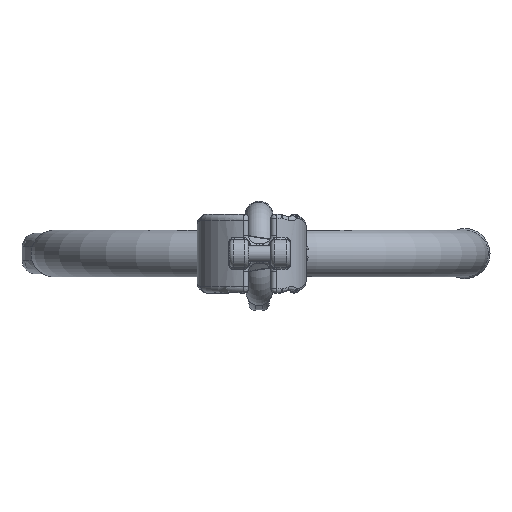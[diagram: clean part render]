
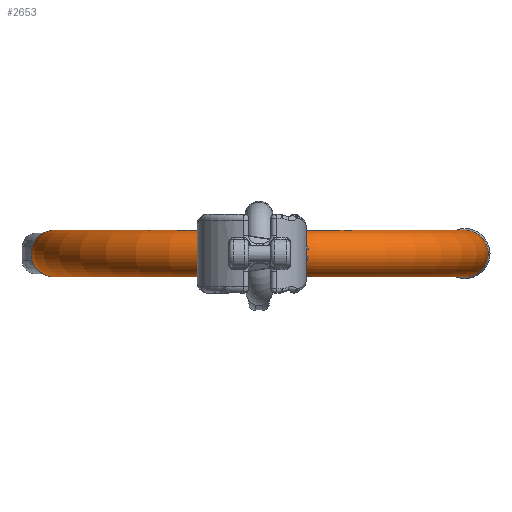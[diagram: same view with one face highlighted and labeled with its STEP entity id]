
A CAD part, front view. The second image highlights one B-rep face of the part: STEP entity #2653.
In plain terms, the highlighted toroidal (fillet/blend) face has major radius 101.5 mm and minor radius 11.5 mm.
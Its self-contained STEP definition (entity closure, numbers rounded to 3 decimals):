
#2653=ADVANCED_FACE('',(#3327,#3328),#2710,.T.);
#2710=TOROIDAL_SURFACE('',#9732,101.5,11.5);
#3327=FACE_BOUND('',#3883,.T.);
#3328=FACE_BOUND('',#3884,.T.);
#3883=EDGE_LOOP('',(#6466));
#3884=EDGE_LOOP('',(#6467));
#6466=ORIENTED_EDGE('',*,*,#8653,.T.);
#6467=ORIENTED_EDGE('',*,*,#8672,.F.);
#7343=VERTEX_POINT('',#19514);
#7362=VERTEX_POINT('',#19651);
#8653=EDGE_CURVE('',#7343,#7343,#9003,.T.);
#8672=EDGE_CURVE('',#7362,#7362,#9004,.T.);
#9003=CIRCLE('',#9718,11.5);
#9004=CIRCLE('',#9724,11.5);
#9718=AXIS2_PLACEMENT_3D('',#19513,#11663,#11664);
#9724=AXIS2_PLACEMENT_3D('',#19650,#11679,#11680);
#9732=AXIS2_PLACEMENT_3D('',#19663,#11695,#11696);
#11663=DIRECTION('',(0.,-1.,0.));
#11664=DIRECTION('',(1.,0.,0.));
#11679=DIRECTION('',(0.,1.,0.));
#11680=DIRECTION('',(-1.,0.,0.));
#11695=DIRECTION('',(0.,0.,1.));
#11696=DIRECTION('',(1.,0.,0.));
#19513=CARTESIAN_POINT('',(-101.5,-80.,0.));
#19514=CARTESIAN_POINT('',(-90.,-80.,0.));
#19650=CARTESIAN_POINT('',(101.5,-80.,0.));
#19651=CARTESIAN_POINT('',(90.,-80.,0.));
#19663=CARTESIAN_POINT('',(0.,-80.,0.));
